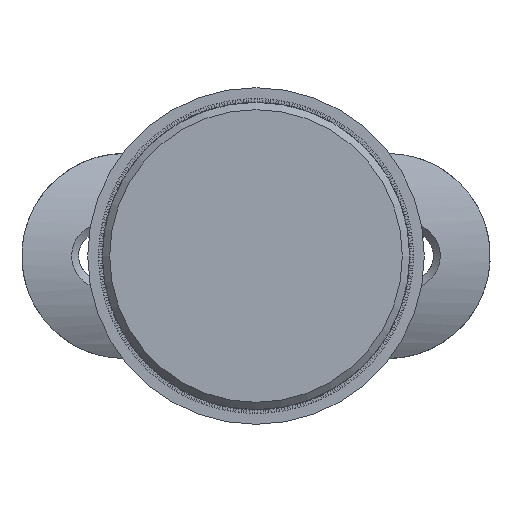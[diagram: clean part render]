
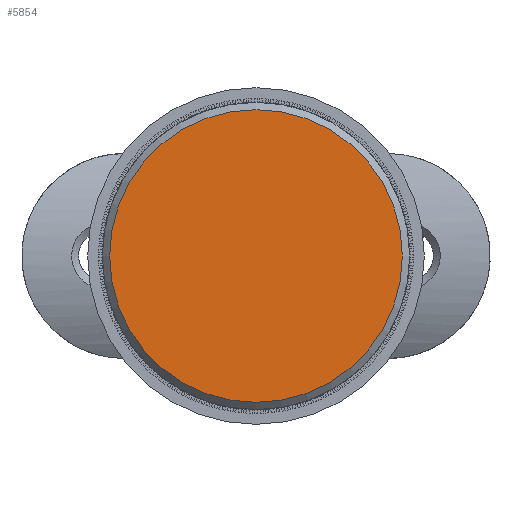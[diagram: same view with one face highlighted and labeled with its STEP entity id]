
A CAD part, left-side view. The second image highlights one B-rep face of the part: STEP entity #5854.
In plain terms, the highlighted planar face has unit normal (-1, 0, 0).
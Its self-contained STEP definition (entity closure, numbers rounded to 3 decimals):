
#262=PLANE('',#17100);
#4901=FACE_OUTER_BOUND('',#7141,.T.);
#5854=ADVANCED_FACE('',(#4901),#262,.T.);
#7141=EDGE_LOOP('',(#9361));
#8089=CIRCLE('',#17099,20.);
#9361=ORIENTED_EDGE('',*,*,#15393,.T.);
#13838=VERTEX_POINT('',#26193);
#15393=EDGE_CURVE('',#13838,#13838,#8089,.T.);
#17099=AXIS2_PLACEMENT_3D('',#26192,#19448,#19449);
#17100=AXIS2_PLACEMENT_3D('',#26194,#19450,#19451);
#19448=DIRECTION('',(-1.,0.,0.));
#19449=DIRECTION('',(0.,0.,1.));
#19450=DIRECTION('',(-1.,0.,0.));
#19451=DIRECTION('',(0.,0.,1.));
#26192=CARTESIAN_POINT('',(-13.,0.,0.));
#26193=CARTESIAN_POINT('',(-13.,0.,20.));
#26194=CARTESIAN_POINT('',(-13.,0.,0.));
